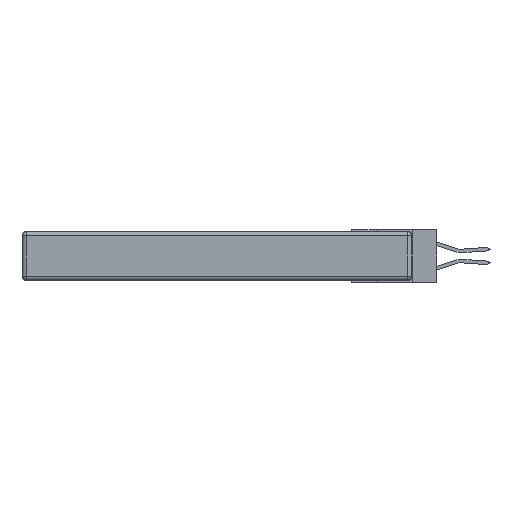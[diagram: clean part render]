
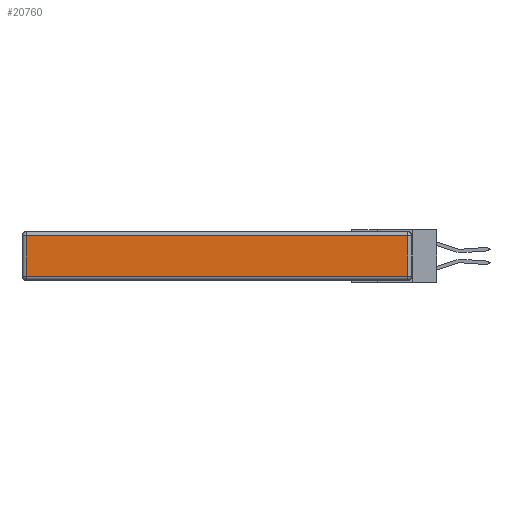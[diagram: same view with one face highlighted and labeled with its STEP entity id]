
A CAD part, left-side view. The second image highlights one B-rep face of the part: STEP entity #20760.
In plain terms, the highlighted planar face has unit normal (-1, 0, 0).
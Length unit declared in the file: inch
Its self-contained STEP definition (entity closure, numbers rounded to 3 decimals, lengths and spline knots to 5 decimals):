
#104 = CARTESIAN_POINT ( 'NONE',  ( 0., 2.72, -0.343 ) ) ;
#770 = DIRECTION ( 'NONE',  ( 0., 0., 1. ) ) ;
#939 = CARTESIAN_POINT ( 'NONE',  ( 0., 2.72, -0.313 ) ) ;
#1098 = CARTESIAN_POINT ( 'NONE',  ( 0., 0.03, -0.343 ) ) ;
#1905 = LINE ( 'NONE', #12147, #13385 ) ;
#2812 = ORIENTED_EDGE ( 'NONE', *, *, #4157, .T. ) ;
#2956 = DIRECTION ( 'NONE',  ( -1., 0., 0. ) ) ;
#3080 = CARTESIAN_POINT ( 'NONE',  ( 0., 2.75, -0.03 ) ) ;
#4157 = EDGE_CURVE ( 'NONE', #23836, #11849, #1905, .T. ) ;
#4395 = AXIS2_PLACEMENT_3D ( 'NONE', #14296, #2956, #770 ) ;
#6431 = VECTOR ( 'NONE', #29248, 39.37008 ) ;
#6583 = LINE ( 'NONE', #1098, #29609 ) ;
#7481 = EDGE_CURVE ( 'NONE', #16619, #23836, #19401, .T. ) ;
#7705 = DIRECTION ( 'NONE',  ( 0., 1., 0. ) ) ;
#8117 = ORIENTED_EDGE ( 'NONE', *, *, #7481, .T. ) ;
#8870 = CARTESIAN_POINT ( 'NONE',  ( 0., 0.03, -0.03 ) ) ;
#11849 = VERTEX_POINT ( 'NONE', #25395 ) ;
#12104 = EDGE_CURVE ( 'NONE', #24366, #16619, #25347, .T. ) ;
#12147 = CARTESIAN_POINT ( 'NONE',  ( 0., 0., -0.313 ) ) ;
#12556 = DIRECTION ( 'NONE',  ( 0., -1., 0. ) ) ;
#13385 = VECTOR ( 'NONE', #12556, 39.37008 ) ;
#14296 = CARTESIAN_POINT ( 'NONE',  ( 0., 0., -0.343 ) ) ;
#16316 = CARTESIAN_POINT ( 'NONE',  ( 0., 2.72, -0.03 ) ) ;
#16619 = VERTEX_POINT ( 'NONE', #16316 ) ;
#19097 = ORIENTED_EDGE ( 'NONE', *, *, #12104, .T. ) ;
#19260 = DIRECTION ( 'NONE',  ( 0., 0., 1. ) ) ;
#19401 = LINE ( 'NONE', #104, #6431 ) ;
#19873 = ORIENTED_EDGE ( 'NONE', *, *, #24203, .T. ) ;
#20760 = ADVANCED_FACE ( 'NONE', ( #21400 ), #23457, .T. ) ;
#21400 = FACE_OUTER_BOUND ( 'NONE', #26734, .T. ) ;
#23457 = PLANE ( 'NONE',  #4395 ) ;
#23836 = VERTEX_POINT ( 'NONE', #939 ) ;
#24203 = EDGE_CURVE ( 'NONE', #11849, #24366, #6583, .T. ) ;
#24366 = VERTEX_POINT ( 'NONE', #8870 ) ;
#25347 = LINE ( 'NONE', #3080, #28935 ) ;
#25395 = CARTESIAN_POINT ( 'NONE',  ( 0., 0.03, -0.313 ) ) ;
#26734 = EDGE_LOOP ( 'NONE', ( #2812, #19873, #19097, #8117 ) ) ;
#28935 = VECTOR ( 'NONE', #7705, 39.37008 ) ;
#29248 = DIRECTION ( 'NONE',  ( 0., 0., -1. ) ) ;
#29609 = VECTOR ( 'NONE', #19260, 39.37008 ) ;
